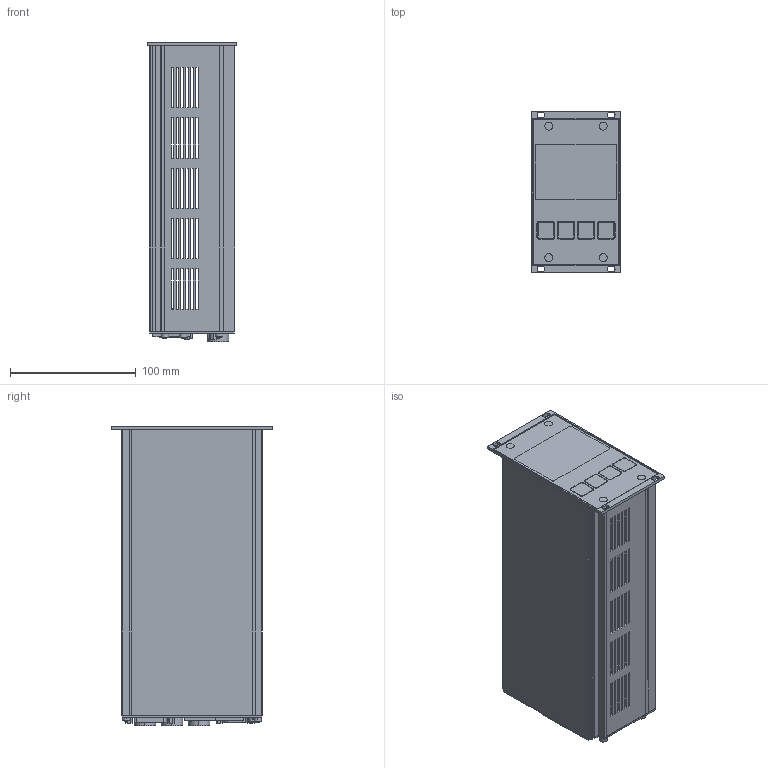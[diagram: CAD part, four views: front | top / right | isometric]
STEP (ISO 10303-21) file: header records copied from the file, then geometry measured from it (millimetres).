
FILE_DESCRIPTION((''),'2;1');
FILE_NAME('PTG28280.stp','2004-07-28T13:01:44',('GELH'),(''),'Autodesk Inventor (R) 6.0','Autodesk Inventor (R) 6.0','');
FILE_SCHEMA(('AUTOMOTIVE_DESIGN { 1 0 10303 214 1 1 1 1 }'));
Length unit declared in the file: millimetre
Products named in the file (1): PTG28280
Bounding box: 70.8 x 128.5 x 238.04 mm (x, y, z)
Volume: 245039 mm3; surface area: 231765.9 mm2
Topology: 8 solids, 8 shells, 1264 faces, 3404 edges, 2234 vertices
Faces by surface type: plane 855, cylinder 363, cone 20, torus 16, sphere 10
Entity records: 39830 total; most frequent: CARTESIAN_POINT 6903, DIRECTION 6828, ORIENTED_EDGE 6808, EDGE_CURVE 3404, VECTOR 2510, LINE 2510, VERTEX_POINT 2234, AXIS2_PLACEMENT_3D 2159
